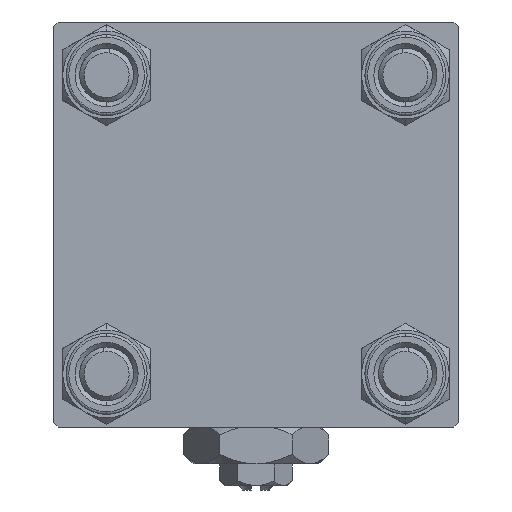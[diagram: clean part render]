
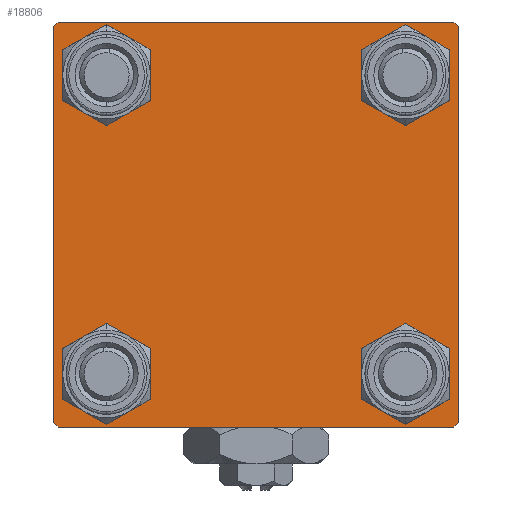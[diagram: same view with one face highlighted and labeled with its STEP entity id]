
A CAD part, left-side view. The second image highlights one B-rep face of the part: STEP entity #18806.
In plain terms, the highlighted planar face has unit normal (-1, 0, 0).
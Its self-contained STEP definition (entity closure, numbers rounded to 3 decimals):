
#208 = EDGE_CURVE ( 'NONE', #48772, #26947, #40775, .T. ) ;
#607 = LINE ( 'NONE', #49707, #34974 ) ;
#783 = EDGE_CURVE ( 'NONE', #42338, #15471, #25696, .T. ) ;
#804 = ORIENTED_EDGE ( 'NONE', *, *, #31085, .T. ) ;
#1400 = CIRCLE ( 'NONE', #11556, 3.5 ) ;
#1502 = EDGE_CURVE ( 'NONE', #39687, #51475, #35831, .T. ) ;
#2147 = EDGE_CURVE ( 'NONE', #51475, #39687, #42648, .T. ) ;
#2950 = ORIENTED_EDGE ( 'NONE', *, *, #42119, .F. ) ;
#3394 = CARTESIAN_POINT ( 'NONE',  ( 0., 22.25, -22.25 ) ) ;
#3977 = PLANE ( 'NONE',  #41469 ) ;
#4249 = EDGE_CURVE ( 'NONE', #23495, #25639, #24081, .T. ) ;
#4297 = DIRECTION ( 'NONE',  ( 0., 0., 1. ) ) ;
#4610 = DIRECTION ( 'NONE',  ( 1., 0., 0. ) ) ;
#6014 = CARTESIAN_POINT ( 'NONE',  ( 0., -16.6, -16.6 ) ) ;
#7657 = DIRECTION ( 'NONE',  ( 1., 0., 0. ) ) ;
#7938 = DIRECTION ( 'NONE',  ( 1., 0., 0. ) ) ;
#8122 = ORIENTED_EDGE ( 'NONE', *, *, #47402, .T. ) ;
#8522 = DIRECTION ( 'NONE',  ( 1., 0., 0. ) ) ;
#9492 = EDGE_LOOP ( 'NONE', ( #19848, #15190 ) ) ;
#9967 = ORIENTED_EDGE ( 'NONE', *, *, #26514, .T. ) ;
#10286 = DIRECTION ( 'NONE',  ( 0., 0., -1. ) ) ;
#10540 = ORIENTED_EDGE ( 'NONE', *, *, #10614, .T. ) ;
#10614 = EDGE_CURVE ( 'NONE', #15471, #41927, #40278, .T. ) ;
#11340 = AXIS2_PLACEMENT_3D ( 'NONE', #40319, #7657, #36064 ) ;
#11556 = AXIS2_PLACEMENT_3D ( 'NONE', #33355, #52493, #40548 ) ;
#11973 = CARTESIAN_POINT ( 'NONE',  ( 0., -22.5, -22. ) ) ;
#12059 = DIRECTION ( 'NONE',  ( 0., 0., 1. ) ) ;
#12290 = CARTESIAN_POINT ( 'NONE',  ( 0., 16.6, 20.1 ) ) ;
#12368 = VERTEX_POINT ( 'NONE', #46420 ) ;
#12526 = CARTESIAN_POINT ( 'NONE',  ( 0., 22.25, 22.25 ) ) ;
#12576 = AXIS2_PLACEMENT_3D ( 'NONE', #41005, #33304, #31548 ) ;
#12926 = EDGE_LOOP ( 'NONE', ( #30936, #9967 ) ) ;
#13336 = VERTEX_POINT ( 'NONE', #41080 ) ;
#13562 = LINE ( 'NONE', #29510, #33948 ) ;
#13753 = DIRECTION ( 'NONE',  ( 0., -1., 0. ) ) ;
#14023 = CARTESIAN_POINT ( 'NONE',  ( 0., 22.5, -22.5 ) ) ;
#14520 = CARTESIAN_POINT ( 'NONE',  ( 0., 22.5, 22.5 ) ) ;
#15190 = ORIENTED_EDGE ( 'NONE', *, *, #1502, .T. ) ;
#15218 = DIRECTION ( 'NONE',  ( 0., 0., 1. ) ) ;
#15471 = VERTEX_POINT ( 'NONE', #39474 ) ;
#15722 = CARTESIAN_POINT ( 'NONE',  ( 0., 22., -22.5 ) ) ;
#16041 = VECTOR ( 'NONE', #46621, 1000. ) ;
#16501 = LINE ( 'NONE', #12526, #27532 ) ;
#16538 = EDGE_LOOP ( 'NONE', ( #31066, #34363 ) ) ;
#16772 = CIRCLE ( 'NONE', #12576, 3.5 ) ;
#16799 = DIRECTION ( 'NONE',  ( 0., -0.707, 0.707 ) ) ;
#18009 = VECTOR ( 'NONE', #10286, 1000. ) ;
#18588 = VERTEX_POINT ( 'NONE', #26974 ) ;
#18806 = ADVANCED_FACE ( 'NONE', ( #35840, #27881, #35586, #44083, #19395 ), #3977, .T. ) ;
#19109 = AXIS2_PLACEMENT_3D ( 'NONE', #6014, #22201, #38399 ) ;
#19395 = FACE_OUTER_BOUND ( 'NONE', #20869, .T. ) ;
#19848 = ORIENTED_EDGE ( 'NONE', *, *, #2147, .T. ) ;
#20104 = DIRECTION ( 'NONE',  ( 0., -0.707, -0.707 ) ) ;
#20175 = DIRECTION ( 'NONE',  ( 0., 0., 1. ) ) ;
#20494 = EDGE_CURVE ( 'NONE', #30966, #26947, #47139, .T. ) ;
#20685 = ORIENTED_EDGE ( 'NONE', *, *, #20494, .T. ) ;
#20869 = EDGE_LOOP ( 'NONE', ( #35607, #10540, #804, #8122, #2950, #20685, #52327, #37223 ) ) ;
#21343 = CARTESIAN_POINT ( 'NONE',  ( 0., -16.6, 13.1 ) ) ;
#21937 = CARTESIAN_POINT ( 'NONE',  ( 0., 16.6, -20.1 ) ) ;
#22201 = DIRECTION ( 'NONE',  ( 1., 0., 0. ) ) ;
#22832 = EDGE_LOOP ( 'NONE', ( #39040, #30315 ) ) ;
#23378 = CARTESIAN_POINT ( 'NONE',  ( 0., -16.6, 16.6 ) ) ;
#23495 = VERTEX_POINT ( 'NONE', #44922 ) ;
#23949 = CARTESIAN_POINT ( 'NONE',  ( 0., 16.6, 16.6 ) ) ;
#24081 = CIRCLE ( 'NONE', #11340, 3.5 ) ;
#24126 = VERTEX_POINT ( 'NONE', #21343 ) ;
#24342 = AXIS2_PLACEMENT_3D ( 'NONE', #23378, #7938, #20175 ) ;
#24419 = CARTESIAN_POINT ( 'NONE',  ( 0., 0., 0. ) ) ;
#24518 = EDGE_CURVE ( 'NONE', #48772, #42338, #16501, .T. ) ;
#25639 = VERTEX_POINT ( 'NONE', #21937 ) ;
#25696 = LINE ( 'NONE', #14520, #18009 ) ;
#26046 = CARTESIAN_POINT ( 'NONE',  ( 0., -16.6, -20.1 ) ) ;
#26514 = EDGE_CURVE ( 'NONE', #49641, #18588, #52189, .T. ) ;
#26920 = CIRCLE ( 'NONE', #45556, 3.5 ) ;
#26947 = VERTEX_POINT ( 'NONE', #48657 ) ;
#26974 = CARTESIAN_POINT ( 'NONE',  ( 0., -16.6, -13.1 ) ) ;
#27532 = VECTOR ( 'NONE', #44408, 1000. ) ;
#27881 = FACE_BOUND ( 'NONE', #12926, .T. ) ;
#29247 = EDGE_CURVE ( 'NONE', #25639, #23495, #1400, .T. ) ;
#29510 = CARTESIAN_POINT ( 'NONE',  ( 0., -22.5, 22.5 ) ) ;
#29793 = EDGE_CURVE ( 'NONE', #24126, #13336, #30242, .T. ) ;
#30007 = CARTESIAN_POINT ( 'NONE',  ( 0., 22., 22.5 ) ) ;
#30242 = CIRCLE ( 'NONE', #24342, 3.5 ) ;
#30315 = ORIENTED_EDGE ( 'NONE', *, *, #29247, .T. ) ;
#30694 = EDGE_CURVE ( 'NONE', #13336, #24126, #26920, .T. ) ;
#30803 = AXIS2_PLACEMENT_3D ( 'NONE', #23949, #8522, #4297 ) ;
#30936 = ORIENTED_EDGE ( 'NONE', *, *, #33744, .T. ) ;
#30966 = VERTEX_POINT ( 'NONE', #37650 ) ;
#31066 = ORIENTED_EDGE ( 'NONE', *, *, #30694, .T. ) ;
#31085 = EDGE_CURVE ( 'NONE', #41927, #12368, #33954, .T. ) ;
#31349 = DIRECTION ( 'NONE',  ( -1., 0., 0. ) ) ;
#31548 = DIRECTION ( 'NONE',  ( 0., 0., 1. ) ) ;
#32828 = VECTOR ( 'NONE', #13753, 1000. ) ;
#33304 = DIRECTION ( 'NONE',  ( 1., 0., 0. ) ) ;
#33355 = CARTESIAN_POINT ( 'NONE',  ( 0., 16.6, -16.6 ) ) ;
#33744 = EDGE_CURVE ( 'NONE', #18588, #49641, #16772, .T. ) ;
#33948 = VECTOR ( 'NONE', #42248, 1000. ) ;
#33954 = LINE ( 'NONE', #14023, #32828 ) ;
#34363 = ORIENTED_EDGE ( 'NONE', *, *, #29793, .T. ) ;
#34974 = VECTOR ( 'NONE', #16799, 1000. ) ;
#35586 = FACE_BOUND ( 'NONE', #22832, .T. ) ;
#35607 = ORIENTED_EDGE ( 'NONE', *, *, #783, .T. ) ;
#35831 = CIRCLE ( 'NONE', #30803, 3.5 ) ;
#35840 = FACE_BOUND ( 'NONE', #16538, .T. ) ;
#36064 = DIRECTION ( 'NONE',  ( 0., 0., 1. ) ) ;
#36513 = CARTESIAN_POINT ( 'NONE',  ( 0., 16.6, 13.1 ) ) ;
#36773 = CARTESIAN_POINT ( 'NONE',  ( 0., 22.5, 22.5 ) ) ;
#37223 = ORIENTED_EDGE ( 'NONE', *, *, #24518, .T. ) ;
#37650 = CARTESIAN_POINT ( 'NONE',  ( 0., -22.5, 22. ) ) ;
#38399 = DIRECTION ( 'NONE',  ( 0., 0., 1. ) ) ;
#39040 = ORIENTED_EDGE ( 'NONE', *, *, #4249, .T. ) ;
#39474 = CARTESIAN_POINT ( 'NONE',  ( 0., 22.5, -22. ) ) ;
#39687 = VERTEX_POINT ( 'NONE', #36513 ) ;
#39908 = CARTESIAN_POINT ( 'NONE',  ( 0., -16.6, 16.6 ) ) ;
#40278 = LINE ( 'NONE', #3394, #48756 ) ;
#40319 = CARTESIAN_POINT ( 'NONE',  ( 0., 16.6, -16.6 ) ) ;
#40548 = DIRECTION ( 'NONE',  ( 0., 0., 1. ) ) ;
#40775 = LINE ( 'NONE', #36773, #46809 ) ;
#41005 = CARTESIAN_POINT ( 'NONE',  ( 0., -16.6, -16.6 ) ) ;
#41080 = CARTESIAN_POINT ( 'NONE',  ( 0., -16.6, 20.1 ) ) ;
#41469 = AXIS2_PLACEMENT_3D ( 'NONE', #24419, #31349, #52029 ) ;
#41927 = VERTEX_POINT ( 'NONE', #15722 ) ;
#42119 = EDGE_CURVE ( 'NONE', #30966, #51683, #13562, .T. ) ;
#42248 = DIRECTION ( 'NONE',  ( 0., 0., -1. ) ) ;
#42338 = VERTEX_POINT ( 'NONE', #47786 ) ;
#42648 = CIRCLE ( 'NONE', #50308, 3.5 ) ;
#44083 = FACE_BOUND ( 'NONE', #9492, .T. ) ;
#44408 = DIRECTION ( 'NONE',  ( 0., 0.707, -0.707 ) ) ;
#44922 = CARTESIAN_POINT ( 'NONE',  ( 0., 16.6, -13.1 ) ) ;
#44973 = CARTESIAN_POINT ( 'NONE',  ( 0., 16.6, 16.6 ) ) ;
#45556 = AXIS2_PLACEMENT_3D ( 'NONE', #39908, #51053, #15218 ) ;
#46355 = CARTESIAN_POINT ( 'NONE',  ( 0., -22.25, 22.25 ) ) ;
#46420 = CARTESIAN_POINT ( 'NONE',  ( 0., -22., -22.5 ) ) ;
#46621 = DIRECTION ( 'NONE',  ( 0., 0.707, 0.707 ) ) ;
#46809 = VECTOR ( 'NONE', #49774, 1000. ) ;
#47139 = LINE ( 'NONE', #46355, #16041 ) ;
#47402 = EDGE_CURVE ( 'NONE', #12368, #51683, #607, .T. ) ;
#47786 = CARTESIAN_POINT ( 'NONE',  ( 0., 22.5, 22. ) ) ;
#48657 = CARTESIAN_POINT ( 'NONE',  ( 0., -22., 22.5 ) ) ;
#48756 = VECTOR ( 'NONE', #20104, 1000. ) ;
#48772 = VERTEX_POINT ( 'NONE', #30007 ) ;
#49641 = VERTEX_POINT ( 'NONE', #26046 ) ;
#49707 = CARTESIAN_POINT ( 'NONE',  ( 0., -22.25, -22.25 ) ) ;
#49774 = DIRECTION ( 'NONE',  ( 0., -1., 0. ) ) ;
#50308 = AXIS2_PLACEMENT_3D ( 'NONE', #44973, #4610, #12059 ) ;
#51053 = DIRECTION ( 'NONE',  ( 1., 0., 0. ) ) ;
#51475 = VERTEX_POINT ( 'NONE', #12290 ) ;
#51683 = VERTEX_POINT ( 'NONE', #11973 ) ;
#52029 = DIRECTION ( 'NONE',  ( 0., 0., 1. ) ) ;
#52189 = CIRCLE ( 'NONE', #19109, 3.5 ) ;
#52327 = ORIENTED_EDGE ( 'NONE', *, *, #208, .F. ) ;
#52493 = DIRECTION ( 'NONE',  ( 1., 0., 0. ) ) ;
